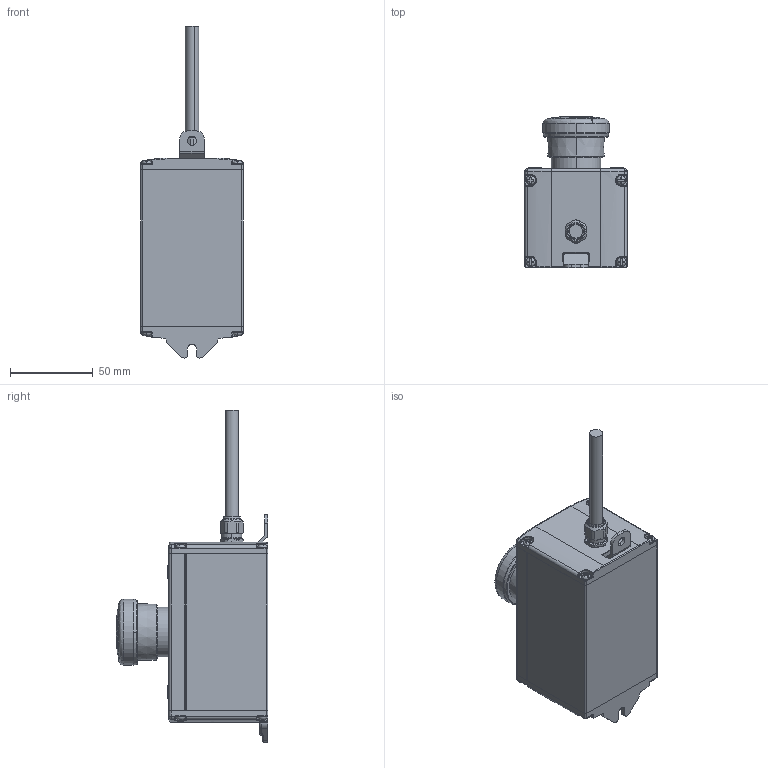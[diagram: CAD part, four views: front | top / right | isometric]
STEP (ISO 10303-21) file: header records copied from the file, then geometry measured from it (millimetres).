
FILE_DESCRIPTION (( 'STEP AP203' ), '1' );
FILE_NAME ('R6C-101-STP.step', '2025-02-25T04:08:58', ( '' ), ( '' ), 'SwSTEP 2.0', 'SolidWorks 2020', '' );
FILE_SCHEMA (( 'CONFIG_CONTROL_DESIGN' ));
Length unit declared in the file: millimetre
Products named in the file (1): R6C-101-STP
Bounding box: 62 x 91.8 x 201 mm (x, y, z)
Volume: 202622.8 mm3; surface area: 92810.8 mm2
Topology: 24 solids, 24 shells, 925 faces, 2284 edges, 1431 vertices
Faces by surface type: plane 379, cylinder 282, torus 140, bspline 72, cone 48, sphere 4
Entity records: 29979 total; most frequent: CARTESIAN_POINT 8112, DIRECTION 4640, ORIENTED_EDGE 4548, EDGE_CURVE 2274, AXIS2_PLACEMENT_3D 1819, VERTEX_POINT 1431, LINE 1002, VECTOR 1002
